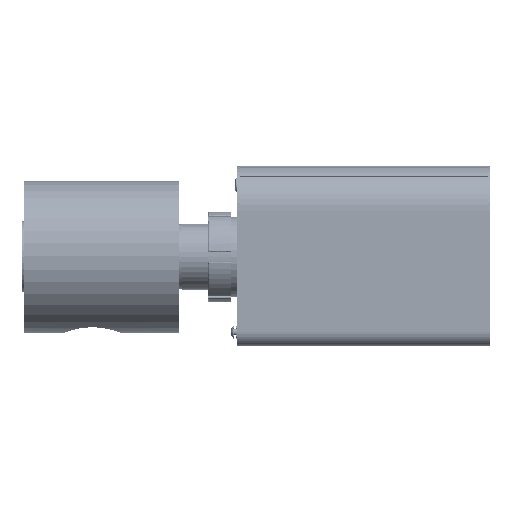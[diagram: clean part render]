
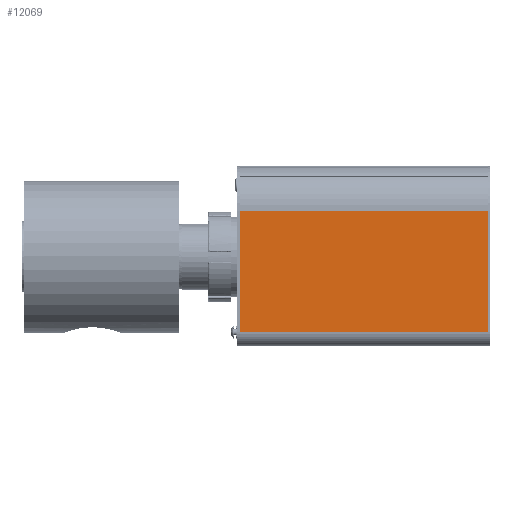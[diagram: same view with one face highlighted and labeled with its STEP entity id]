
A CAD part, front view. The second image highlights one B-rep face of the part: STEP entity #12069.
In plain terms, the highlighted planar face has unit normal (0, -1, 0).
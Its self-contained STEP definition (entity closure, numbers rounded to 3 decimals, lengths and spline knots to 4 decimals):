
#2676=LINE('',#101463,#4177);
#2747=LINE('',#101709,#4248);
#3033=LINE('',#102338,#4534);
#3034=LINE('',#102339,#4535);
#4177=VECTOR('',#53673,1.);
#4248=VECTOR('',#53880,1.);
#4534=VECTOR('',#54390,1.);
#4535=VECTOR('',#54391,1.);
#12069=ADVANCED_FACE('',(#14126),#12991,.T.);
#12991=PLANE('',#44233);
#14126=FACE_OUTER_BOUND('',#18262,.T.);
#18262=EDGE_LOOP('',(#26639,#26640,#26641,#26642));
#26639=ORIENTED_EDGE('',*,*,#35523,.F.);
#26640=ORIENTED_EDGE('',*,*,#35857,.F.);
#26641=ORIENTED_EDGE('',*,*,#35403,.T.);
#26642=ORIENTED_EDGE('',*,*,#35858,.T.);
#30909=VERTEX_POINT('',#101462);
#30910=VERTEX_POINT('',#101464);
#31012=VERTEX_POINT('',#101708);
#31013=VERTEX_POINT('',#101710);
#35403=EDGE_CURVE('',#30910,#30909,#2676,.T.);
#35523=EDGE_CURVE('',#31012,#31013,#2747,.T.);
#35857=EDGE_CURVE('',#30910,#31012,#3033,.T.);
#35858=EDGE_CURVE('',#30909,#31013,#3034,.T.);
#44233=AXIS2_PLACEMENT_3D('',#102340,#54392,#54393);
#53673=DIRECTION('',(0.,0.,-1.));
#53880=DIRECTION('',(0.,0.,-1.));
#54390=DIRECTION('',(1.,0.,0.));
#54391=DIRECTION('',(1.,0.,0.));
#54392=DIRECTION('',(0.,-1.,0.));
#54393=DIRECTION('',(0.,0.,1.));
#101462=CARTESIAN_POINT('',(3.3189,4.0713,-1.9705));
#101463=CARTESIAN_POINT('',(3.3189,4.0713,1.2146));
#101464=CARTESIAN_POINT('',(3.3189,4.0713,1.2146));
#101708=CARTESIAN_POINT('',(9.8839,4.0713,1.2146));
#101709=CARTESIAN_POINT('',(9.8839,4.0713,1.2146));
#101710=CARTESIAN_POINT('',(9.8839,4.0713,-1.9705));
#102338=CARTESIAN_POINT('',(3.3189,4.0713,1.2146));
#102339=CARTESIAN_POINT('',(3.3189,4.0713,-1.9705));
#102340=CARTESIAN_POINT('',(3.3189,4.0713,1.2146));
